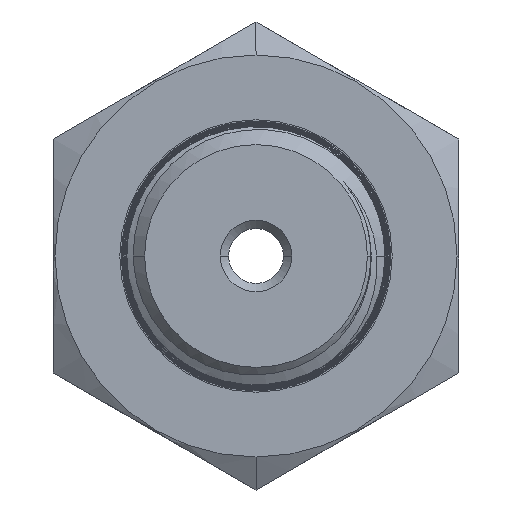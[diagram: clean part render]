
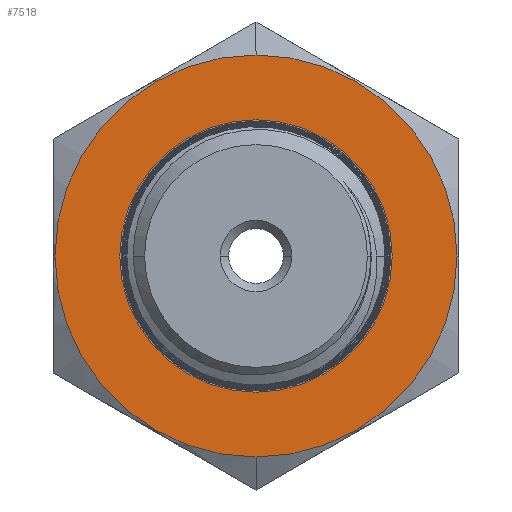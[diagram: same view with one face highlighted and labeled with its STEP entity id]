
A CAD part, front view. The second image highlights one B-rep face of the part: STEP entity #7518.
In plain terms, the highlighted planar face has unit normal (0, -1, 0).
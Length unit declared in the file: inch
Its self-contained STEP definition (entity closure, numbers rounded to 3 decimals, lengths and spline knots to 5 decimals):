
#61 = DIRECTION ( 'NONE',  ( 0., 0., 1. ) ) ;
#1019 = EDGE_CURVE ( 'NONE', #20792, #2752, #18402, .T. ) ;
#1026 = EDGE_LOOP ( 'NONE', ( #10508, #19995 ) ) ;
#1209 = DIRECTION ( 'NONE',  ( 0., -1., 0. ) ) ;
#2752 = VERTEX_POINT ( 'NONE', #10887 ) ;
#2867 = EDGE_LOOP ( 'NONE', ( #12190, #22553 ) ) ;
#4381 = DIRECTION ( 'NONE',  ( 0., -1., 0. ) ) ;
#4486 = AXIS2_PLACEMENT_3D ( 'NONE', #17168, #13442, #20738 ) ;
#5366 = CIRCLE ( 'NONE', #13050, 0.62 ) ;
#5545 = AXIS2_PLACEMENT_3D ( 'NONE', #21390, #12337, #19790 ) ;
#5704 = VERTEX_POINT ( 'NONE', #11474 ) ;
#6757 = CARTESIAN_POINT ( 'NONE',  ( 0.281, 0., 0. ) ) ;
#7518 = ADVANCED_FACE ( 'NONE', ( #12349, #17182 ), #18298, .F. ) ;
#7823 = EDGE_CURVE ( 'NONE', #18011, #5704, #14641, .T. ) ;
#7861 = DIRECTION ( 'NONE',  ( 1., 0., 0. ) ) ;
#10395 = CARTESIAN_POINT ( 'NONE',  ( 0., 0., 0. ) ) ;
#10486 = EDGE_CURVE ( 'NONE', #2752, #20792, #20544, .T. ) ;
#10508 = ORIENTED_EDGE ( 'NONE', *, *, #7823, .T. ) ;
#10887 = CARTESIAN_POINT ( 'NONE',  ( -0.281, 0., 0. ) ) ;
#10928 = CARTESIAN_POINT ( 'NONE',  ( 0., 0., 0. ) ) ;
#11035 = AXIS2_PLACEMENT_3D ( 'NONE', #10928, #12900, #61 ) ;
#11474 = CARTESIAN_POINT ( 'NONE',  ( 0., 0., -0.62 ) ) ;
#11831 = DIRECTION ( 'NONE',  ( 0., 0., -1. ) ) ;
#12190 = ORIENTED_EDGE ( 'NONE', *, *, #1019, .F. ) ;
#12337 = DIRECTION ( 'NONE',  ( 0., -1., 0. ) ) ;
#12349 = FACE_OUTER_BOUND ( 'NONE', #1026, .T. ) ;
#12872 = AXIS2_PLACEMENT_3D ( 'NONE', #15246, #4381, #7861 ) ;
#12900 = DIRECTION ( 'NONE',  ( 0., 1., 0. ) ) ;
#13050 = AXIS2_PLACEMENT_3D ( 'NONE', #10395, #1209, #11831 ) ;
#13442 = DIRECTION ( 'NONE',  ( 0., -1., 0. ) ) ;
#14641 = CIRCLE ( 'NONE', #4486, 0.62 ) ;
#15246 = CARTESIAN_POINT ( 'NONE',  ( 0., 0., 0. ) ) ;
#16565 = CARTESIAN_POINT ( 'NONE',  ( 0., 0., 0.62 ) ) ;
#17168 = CARTESIAN_POINT ( 'NONE',  ( 0., 0., 0. ) ) ;
#17182 = FACE_BOUND ( 'NONE', #2867, .T. ) ;
#18011 = VERTEX_POINT ( 'NONE', #16565 ) ;
#18298 = PLANE ( 'NONE',  #11035 ) ;
#18402 = CIRCLE ( 'NONE', #5545, 0.281 ) ;
#19790 = DIRECTION ( 'NONE',  ( 1., 0., 0. ) ) ;
#19995 = ORIENTED_EDGE ( 'NONE', *, *, #21131, .T. ) ;
#20544 = CIRCLE ( 'NONE', #12872, 0.281 ) ;
#20738 = DIRECTION ( 'NONE',  ( 0., 0., -1. ) ) ;
#20792 = VERTEX_POINT ( 'NONE', #6757 ) ;
#21131 = EDGE_CURVE ( 'NONE', #5704, #18011, #5366, .T. ) ;
#21390 = CARTESIAN_POINT ( 'NONE',  ( 0., 0., 0. ) ) ;
#22553 = ORIENTED_EDGE ( 'NONE', *, *, #10486, .F. ) ;
